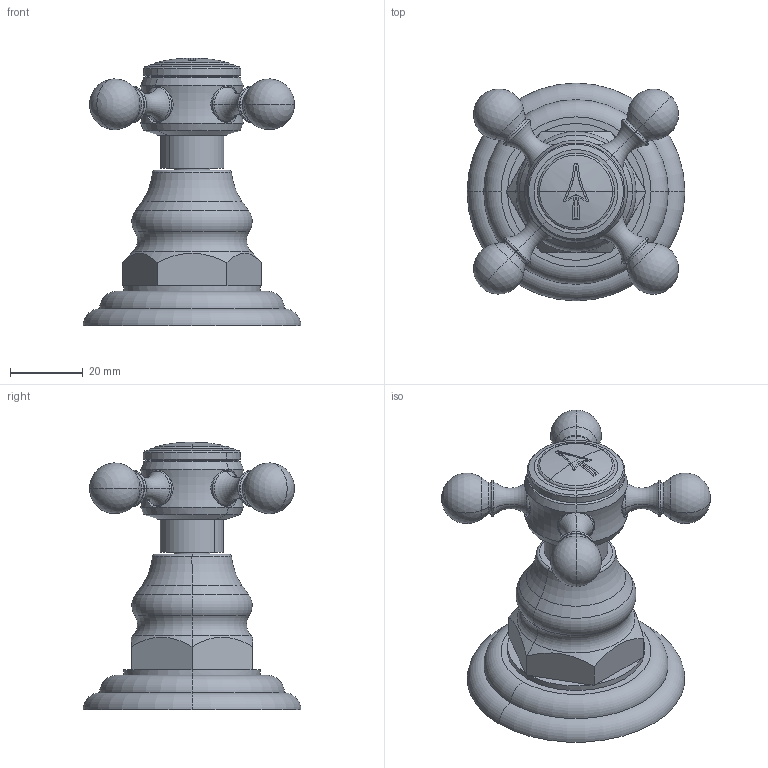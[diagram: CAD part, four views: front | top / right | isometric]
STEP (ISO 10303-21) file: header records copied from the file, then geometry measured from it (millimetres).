
FILE_DESCRIPTION((''),'2;1');
FILE_NAME('3-163','2020-12-30T13:36:11',('jinson.thomas'),(''),'CREO PARAMETRIC BY PTC INC, 2018400','CREO PARAMETRIC BY PTC INC, 2018400','');
FILE_SCHEMA(('CONFIG_CONTROL_DESIGN'));
Length unit declared in the file: inch
Products named in the file (1): 3-163
Bounding box: 59.94 x 59.94 x 73.71 mm (x, y, z)
Volume: 67644.2 mm3; surface area: 15910.3 mm2
Topology: 1 solids, 1 shells, 163 faces, 359 edges, 201 vertices
Faces by surface type: torus 50, plane 42, cylinder 31, cone 22, sphere 14, bspline 4
Entity records: 5046 total; most frequent: CARTESIAN_POINT 1398, DIRECTION 857, ORIENTED_EDGE 698, AXIS2_PLACEMENT_3D 385, EDGE_CURVE 349, CIRCLE 226, VERTEX_POINT 201, EDGE_LOOP 176
